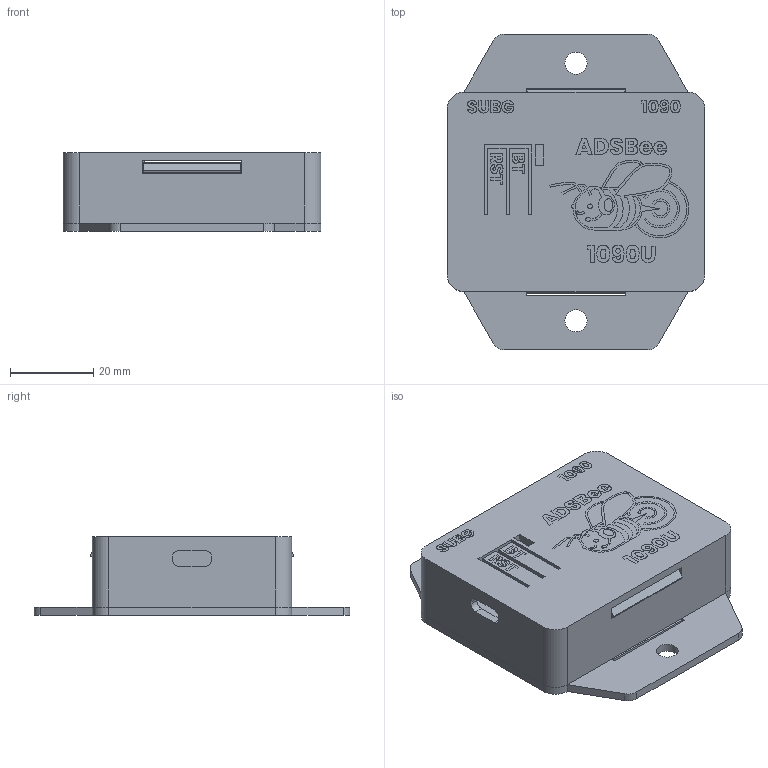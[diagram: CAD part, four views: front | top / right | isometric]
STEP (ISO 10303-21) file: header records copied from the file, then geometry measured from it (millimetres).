
FILE_DESCRIPTION(/* description */ ('STEP AP242','CAx-IF Rec.Pracs.---Representation and Presentation of Product Manufacturing Information (PMI)---4.0---2014-10-13','CAx-IF Rec.Pracs.---3D Tessellated Geometry---0.4---2014-09-14','2;1'),/* implementation_level */ '2;1');
FILE_NAME(/* name */ '68f1c5674bca016912b7c06e',/* time_stamp */ '2025-10-17T04:26:17Z',/* author */ (''),/* organization */ (''),/* preprocessor_version */ 'ST-DEVELOPER v20',/* originating_system */ 'ONSHAPE BY PTC INC, 1.205',/* authorisation */ ' ');
FILE_SCHEMA (('AP242_MANAGED_MODEL_BASED_3D_ENGINEERING_MIM_LF { 1 0 10303 442 1 1 4 }'));
Products named in the file (32): Enclosed Assy - Slim; Bee Logo; Bee Text; Back Cover; Button Text; Connector Labels; Enclosure Front Cover; Latch
Assembly tree (31 placements, depth 2):
  Enclosed Assy - Slim
    Bee Logo
    Bee Text
    Bee Text
    Bee Logo
    Back Cover
    Button Text
    Connector Labels
    Bee Text
    Button Text
    Bee Logo
    Connector Labels
    Connector Labels
    Bee Text
    Bee Text
    Connector Labels
    Enclosure Front Cover
    Bee Text
    Bee Text
    Connector Labels
    Bee Text
    Button Text
    Latch
    Bee Text
    Bee Text
    Bee Text
    Connector Labels
    Bee Logo
    Button Text
    Button Text
    Connector Labels
    Connector Labels
Bounding box: 62 x 76 x 19 mm (x, y, z)
Volume: 21323 mm3; surface area: 28435.1 mm2
Topology: 31 solids, 31 shells, 1514 faces, 4172 edges, 2778 vertices
Faces by surface type: bspline 604, plane 555, cylinder 351, torus 4
Full cylindrical faces by diameter (mm): 1.17 x2, 5.3 x2, 6 x3
Entity records: 57434 total; most frequent: CARTESIAN_POINT 21452, ORIENTED_EDGE 8314, DIRECTION 5529, EDGE_CURVE 4157, VERTEX_POINT 2775, LINE 2237, VECTOR 2237, EDGE_LOOP 1658
